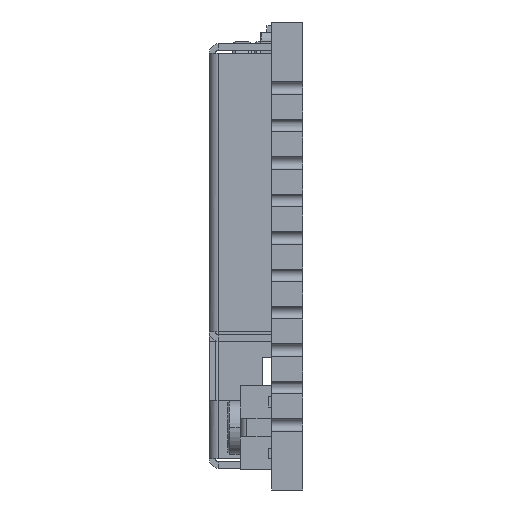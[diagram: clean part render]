
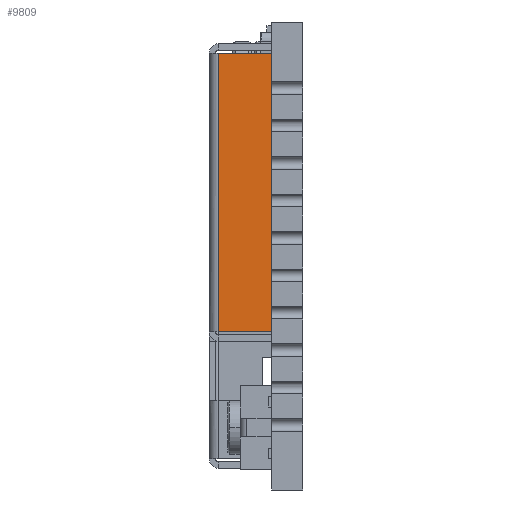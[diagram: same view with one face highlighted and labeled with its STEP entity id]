
A CAD part, left-side view. The second image highlights one B-rep face of the part: STEP entity #9809.
In plain terms, the highlighted face is planar.
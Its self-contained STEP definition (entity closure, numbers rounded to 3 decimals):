
#7382=DIRECTION('',(1.,0.,0.));
#7383=VECTOR('',#7382,8.93);
#7384=CARTESIAN_POINT('',(-6.5,-0.3,-10.75));
#7385=LINE('',#7384,#7383);
#8111=DIRECTION('',(0.,-1.,0.));
#8112=VECTOR('',#8111,1.7);
#8113=CARTESIAN_POINT('',(2.43,-0.3,-10.75));
#8114=LINE('',#8113,#8112);
#8115=DIRECTION('',(0.,1.,0.));
#8116=VECTOR('',#8115,1.7);
#8117=CARTESIAN_POINT('',(-6.5,-2.,-10.75));
#8118=LINE('',#8117,#8116);
#8119=DIRECTION('',(-1.,0.,0.));
#8120=VECTOR('',#8119,8.93);
#8121=CARTESIAN_POINT('',(2.43,-2.,-10.75));
#8122=LINE('',#8121,#8120);
#8225=CARTESIAN_POINT('',(2.43,-0.3,-10.75));
#8226=CARTESIAN_POINT('',(2.43,-2.,-10.75));
#8227=VERTEX_POINT('',#8225);
#8228=VERTEX_POINT('',#8226);
#8229=CARTESIAN_POINT('',(-6.5,-2.,-10.75));
#8230=VERTEX_POINT('',#8229);
#8231=CARTESIAN_POINT('',(-6.5,-0.3,-10.75));
#8232=VERTEX_POINT('',#8231);
#9796=CARTESIAN_POINT('',(2.73,0.,-10.75));
#9797=DIRECTION('',(0.,0.,-1.));
#9798=DIRECTION('',(1.,0.,0.));
#9799=AXIS2_PLACEMENT_3D('',#9796,#9797,#9798);
#9800=PLANE('',#9799);
#9801=ORIENTED_EDGE('',*,*,#9787,.F.);
#9802=ORIENTED_EDGE('',*,*,#8676,.F.);
#9804=ORIENTED_EDGE('',*,*,#9803,.F.);
#9806=ORIENTED_EDGE('',*,*,#9805,.F.);
#9807=EDGE_LOOP('',(#9801,#9802,#9804,#9806));
#9808=FACE_OUTER_BOUND('',#9807,.F.);
#8676=EDGE_CURVE('',#8232,#8227,#7385,.T.);
#9787=EDGE_CURVE('',#8227,#8228,#8114,.T.);
#9803=EDGE_CURVE('',#8230,#8232,#8118,.T.);
#9805=EDGE_CURVE('',#8228,#8230,#8122,.T.);
#9809=ADVANCED_FACE('',(#9808),#9800,.T.);
